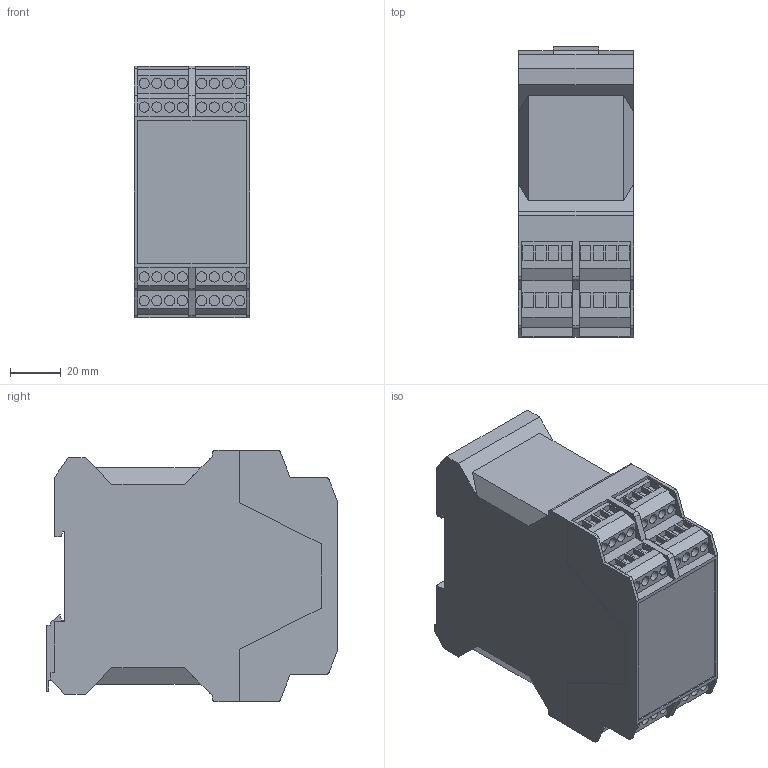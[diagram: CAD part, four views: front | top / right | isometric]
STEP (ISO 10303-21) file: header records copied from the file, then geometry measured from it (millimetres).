
FILE_DESCRIPTION(('starvars output'),'2;1');
FILE_NAME('XPSECPE5131P_3D.stp','10:34:09 2020/04/01',( 'Thomas Industrial Network Germany GmbH'),( 'Thomas Industrial Network Germany GmbH'),'unknown preprocess','ACIS' ,'unknown authorization');
FILE_SCHEMA(('CONFIG_CONTROL_DESIGN {UNKNOWN IMPLEMENTATION LEVEL}'));
Length unit declared in the file: millimetre
Products named in the file (1): PRODUCT_ID_6
Bounding box: 45.2 x 114.05 x 99 mm (x, y, z)
Volume: 422942.3 mm3; surface area: 41958.2 mm2
Topology: 1 solids, 1 shells, 394 faces, 973 edges, 646 vertices
Faces by surface type: plane 315, cylinder 79
Entity records: 10790 total; most frequent: ORIENTED_EDGE 1946, CARTESIAN_POINT 1835, DIRECTION 1607, EDGE_CURVE 973, VECTOR 771, LINE 771, VERTEX_POINT 646, EDGE_LOOP 459
